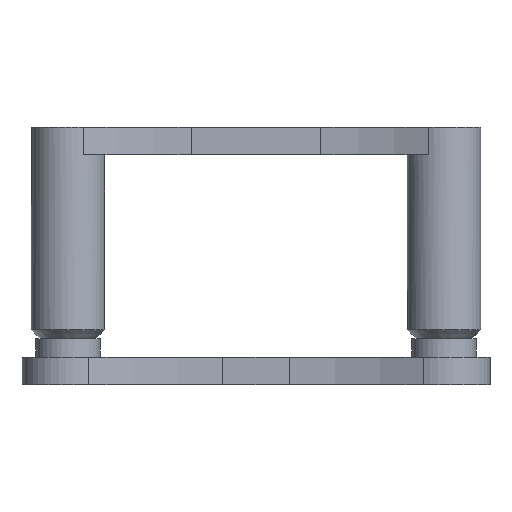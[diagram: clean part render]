
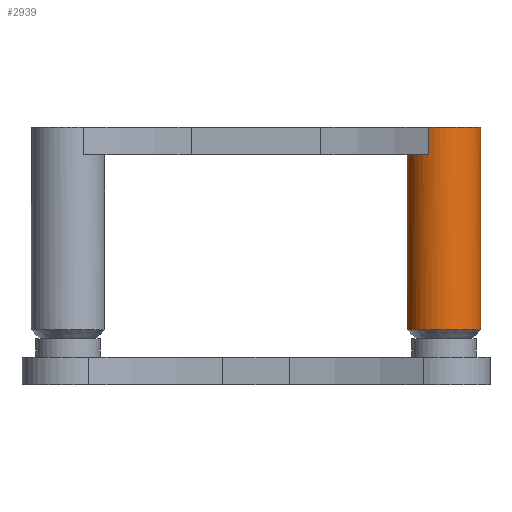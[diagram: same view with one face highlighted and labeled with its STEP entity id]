
A CAD part, front view. The second image highlights one B-rep face of the part: STEP entity #2939.
In plain terms, the highlighted cylindrical face has radius 4 mm (diameter 8 mm), a full revolution.
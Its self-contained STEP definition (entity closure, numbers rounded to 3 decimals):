
#228=FACE_OUTER_BOUND('',#404,.T.);
#404=EDGE_LOOP('',(#2285,#2286,#2287,#2288,#2289,#2290,#2291,#2292,#2293,
#2294,#2295,#2296));
#633=LINE('',#4627,#910);
#634=LINE('',#4630,#911);
#635=LINE('',#4634,#912);
#636=LINE('',#4638,#913);
#637=LINE('',#4641,#914);
#910=VECTOR('',#3745,10.);
#911=VECTOR('',#3748,4.);
#912=VECTOR('',#3751,10.);
#913=VECTOR('',#3754,10.);
#914=VECTOR('',#3757,3.);
#1146=CIRCLE('',#3187,4.);
#1148=CIRCLE('',#3190,4.);
#1149=CIRCLE('',#3191,4.);
#1150=CIRCLE('',#3192,4.);
#1151=CIRCLE('',#3193,4.);
#1152=CIRCLE('',#3194,4.);
#1340=VERTEX_POINT('',#4617);
#1342=VERTEX_POINT('',#4623);
#1343=VERTEX_POINT('',#4624);
#1344=VERTEX_POINT('',#4626);
#1345=VERTEX_POINT('',#4628);
#1346=VERTEX_POINT('',#4631);
#1347=VERTEX_POINT('',#4633);
#1348=VERTEX_POINT('',#4635);
#1349=VERTEX_POINT('',#4637);
#1350=VERTEX_POINT('',#4639);
#1682=EDGE_CURVE('',#1340,#1340,#1146,.T.);
#1685=EDGE_CURVE('',#1342,#1343,#1148,.T.);
#1686=EDGE_CURVE('',#1344,#1342,#633,.T.);
#1687=EDGE_CURVE('',#1345,#1344,#1149,.T.);
#1688=EDGE_CURVE('',#1345,#1340,#634,.T.);
#1689=EDGE_CURVE('',#1346,#1345,#1150,.T.);
#1690=EDGE_CURVE('',#1347,#1346,#635,.T.);
#1691=EDGE_CURVE('',#1348,#1347,#1151,.T.);
#1692=EDGE_CURVE('',#1349,#1348,#636,.T.);
#1693=EDGE_CURVE('',#1350,#1349,#1152,.T.);
#1694=EDGE_CURVE('',#1343,#1350,#637,.T.);
#2285=ORIENTED_EDGE('',*,*,#1685,.F.);
#2286=ORIENTED_EDGE('',*,*,#1686,.F.);
#2287=ORIENTED_EDGE('',*,*,#1687,.F.);
#2288=ORIENTED_EDGE('',*,*,#1688,.T.);
#2289=ORIENTED_EDGE('',*,*,#1682,.F.);
#2290=ORIENTED_EDGE('',*,*,#1688,.F.);
#2291=ORIENTED_EDGE('',*,*,#1689,.F.);
#2292=ORIENTED_EDGE('',*,*,#1690,.F.);
#2293=ORIENTED_EDGE('',*,*,#1691,.F.);
#2294=ORIENTED_EDGE('',*,*,#1692,.F.);
#2295=ORIENTED_EDGE('',*,*,#1693,.F.);
#2296=ORIENTED_EDGE('',*,*,#1694,.F.);
#2839=CYLINDRICAL_SURFACE('',#3189,4.);
#2939=ADVANCED_FACE('',(#228),#2839,.T.);
#3187=AXIS2_PLACEMENT_3D('',#4618,#3736,#3737);
#3189=AXIS2_PLACEMENT_3D('',#4622,#3741,#3742);
#3190=AXIS2_PLACEMENT_3D('',#4625,#3743,#3744);
#3191=AXIS2_PLACEMENT_3D('',#4629,#3746,#3747);
#3192=AXIS2_PLACEMENT_3D('',#4632,#3749,#3750);
#3193=AXIS2_PLACEMENT_3D('',#4636,#3752,#3753);
#3194=AXIS2_PLACEMENT_3D('',#4640,#3755,#3756);
#3736=DIRECTION('center_axis',(0.,0.,-1.));
#3737=DIRECTION('ref_axis',(-1.,0.,0.));
#3741=DIRECTION('center_axis',(0.,0.,1.));
#3742=DIRECTION('ref_axis',(-1.,0.,0.));
#3743=DIRECTION('center_axis',(0.,0.,1.));
#3744=DIRECTION('ref_axis',(-1.,0.,0.));
#3745=DIRECTION('',(0.,0.,-1.));
#3746=DIRECTION('center_axis',(0.,0.,1.));
#3747=DIRECTION('ref_axis',(-0.968,-0.25,0.));
#3748=DIRECTION('',(0.,0.,-1.));
#3749=DIRECTION('center_axis',(0.,0.,1.));
#3750=DIRECTION('ref_axis',(-0.968,-0.25,0.));
#3751=DIRECTION('',(0.,0.,1.));
#3752=DIRECTION('center_axis',(0.,0.,1.));
#3753=DIRECTION('ref_axis',(-1.,0.,0.));
#3754=DIRECTION('',(0.,0.,-1.));
#3755=DIRECTION('center_axis',(0.,0.,1.));
#3756=DIRECTION('ref_axis',(-0.25,0.968,0.));
#3757=DIRECTION('',(0.,0.,1.));
#4617=CARTESIAN_POINT('',(99.45,79.05,6.));
#4618=CARTESIAN_POINT('Origin',(95.45,79.05,6.));
#4622=CARTESIAN_POINT('Origin',(95.45,79.05,5.));
#4623=CARTESIAN_POINT('',(99.069,80.754,25.));
#4624=CARTESIAN_POINT('',(93.88,82.729,25.));
#4625=CARTESIAN_POINT('Origin',(95.45,79.05,25.));
#4626=CARTESIAN_POINT('',(99.069,80.754,28.));
#4627=CARTESIAN_POINT('',(99.069,80.754,5.));
#4628=CARTESIAN_POINT('',(99.45,79.05,28.));
#4629=CARTESIAN_POINT('Origin',(95.45,79.05,28.));
#4630=CARTESIAN_POINT('',(99.45,79.05,5.));
#4631=CARTESIAN_POINT('',(93.746,75.431,28.));
#4632=CARTESIAN_POINT('Origin',(95.45,79.05,28.));
#4633=CARTESIAN_POINT('',(93.746,75.431,25.));
#4634=CARTESIAN_POINT('',(93.746,75.431,5.));
#4635=CARTESIAN_POINT('',(91.986,81.05,25.));
#4636=CARTESIAN_POINT('Origin',(95.45,79.05,25.));
#4637=CARTESIAN_POINT('',(91.986,81.05,28.));
#4638=CARTESIAN_POINT('',(91.986,81.05,5.));
#4639=CARTESIAN_POINT('',(93.88,82.729,28.));
#4640=CARTESIAN_POINT('Origin',(95.45,79.05,28.));
#4641=CARTESIAN_POINT('',(93.88,82.729,25.));
